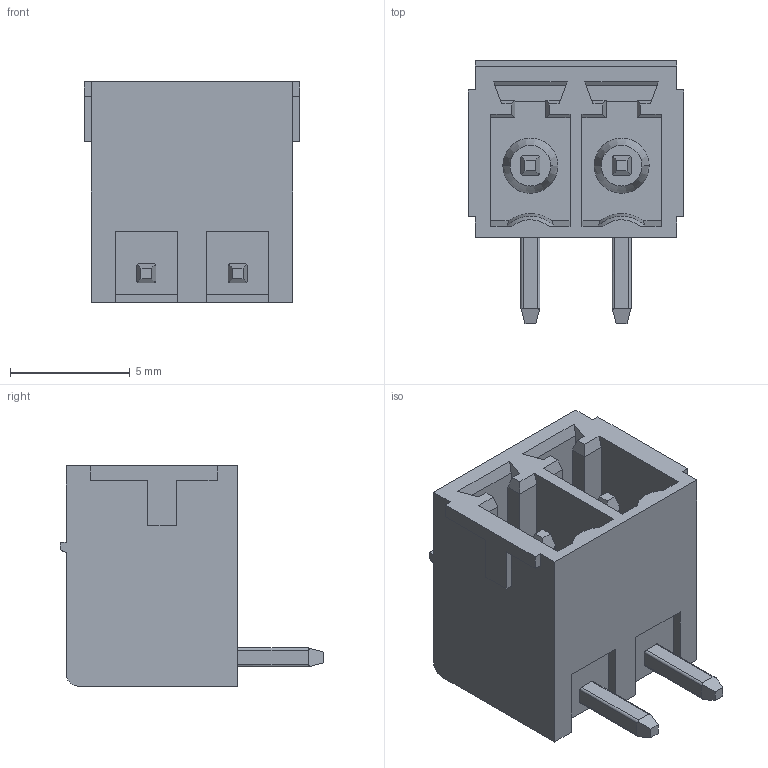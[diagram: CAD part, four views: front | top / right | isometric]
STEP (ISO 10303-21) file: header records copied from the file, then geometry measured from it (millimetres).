
FILE_DESCRIPTION (( 'STEP AP214' ), '1' );
FILE_NAME ('1803277.STEP', '2025-01-14T06:41:32', ( 'LENOVO' ), ( '' ), 'SwSTEP 2.0', 'SolidWorks 2021', '' );
FILE_SCHEMA (( 'AUTOMOTIVE_DESIGN' ));
Length unit declared in the file: millimetre
Products named in the file (2): 1803277; 1803277_1803277
Assembly tree (1 placements, depth 2):
  1803277
    1803277_1803277
Bounding box: 9.01 x 11 x 9.2 mm (x, y, z)
Volume: 326.1 mm3; surface area: 799.2 mm2
Topology: 5 solids, 5 shells, 162 faces, 434 edges, 286 vertices
Faces by surface type: plane 132, cylinder 18, sphere 4, cone 4, bspline 4
Entity records: 5616 total; most frequent: CARTESIAN_POINT 1594, ORIENTED_EDGE 852, DIRECTION 748, EDGE_CURVE 426, LINE 348, VECTOR 348, VERTEX_POINT 282, AXIS2_PLACEMENT_3D 200
